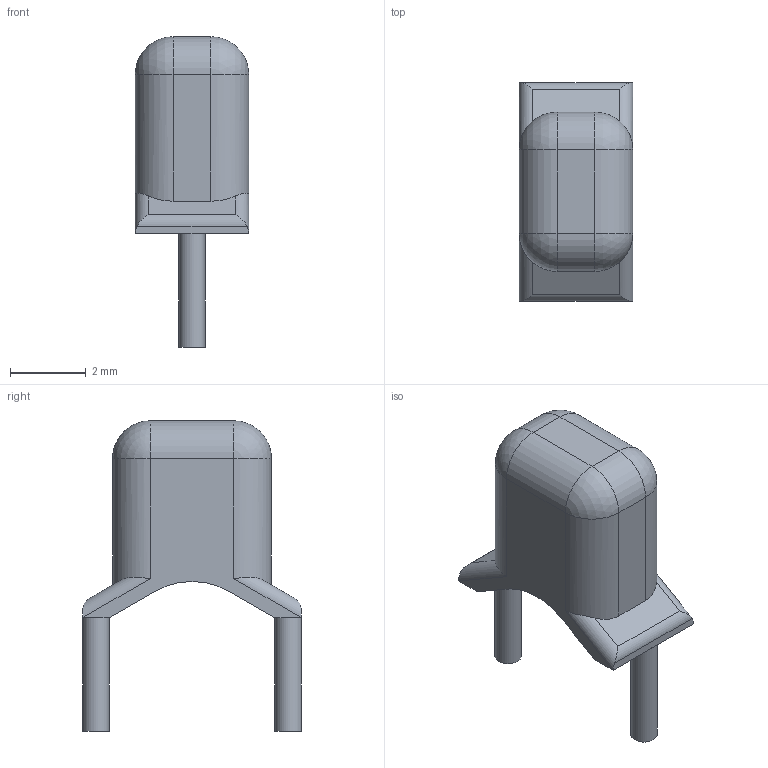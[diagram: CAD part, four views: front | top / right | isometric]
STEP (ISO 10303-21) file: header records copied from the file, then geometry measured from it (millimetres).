
FILE_DESCRIPTION(('STEP AP203'), '1');
FILE_NAME('Capacitor', '', ('UNSPECIFIED'), ('UNSPECIFIED'), 'C3D Converter', 'C3D Toolkit', '');
FILE_SCHEMA(('CONFIG_CONTROL_DESIGN'));
Length unit declared in the file: millimetre
Bounding box: 3 x 5.78 x 8.2 mm (x, y, z)
Volume: 56.9 mm3; surface area: 104.4 mm2
Topology: 1 solids, 1 shells, 38 faces, 92 edges, 52 vertices
Faces by surface type: plane 17, cylinder 17, sphere 4
Full cylindrical faces by diameter (mm): 0.7 x2
Entity records: 1443 total; most frequent: CARTESIAN_POINT 281, ORIENTED_EDGE 172, DIRECTION 170, EDGE_CURVE 86, AXIS2_PLACEMENT_3D 61, VERTEX_POINT 52, LINE 48, VECTOR 48
